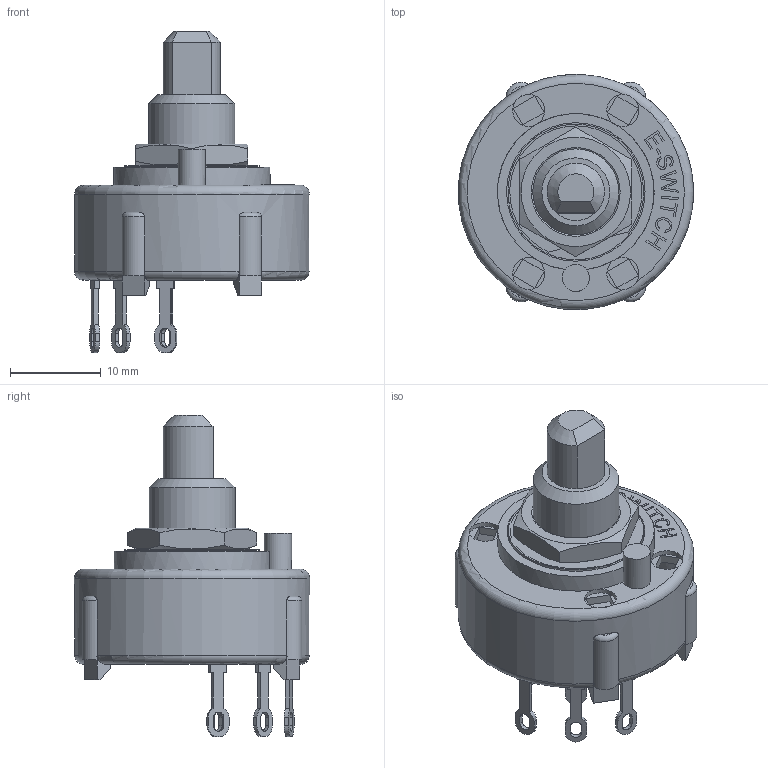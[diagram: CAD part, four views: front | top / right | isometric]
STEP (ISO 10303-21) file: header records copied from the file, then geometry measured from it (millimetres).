
FILE_DESCRIPTION((' '),'2;1');
FILE_NAME('KC13A7.001xLx.stp.stp','2017-08-03T11:10:19',(' '),(' '),' ','ACIS',' ');
FILE_SCHEMA(('CONFIG_CONTROL_DESIGN'));
Length unit declared in the file: inch
Products named in the file (1): KC13A7.001xLx.stp.stp
Bounding box: 25.96 x 25.98 x 35.5 mm (x, y, z)
Volume: 3191.3 mm3; surface area: 4653.1 mm2
Topology: 2 solids, 3 shells, 673 faces, 1827 edges, 1178 vertices
Faces by surface type: plane 442, bspline 164, cylinder 48, torus 13, cone 6
Full cylindrical faces by diameter (mm): 3 x1, 3.55 x4, 9.5 x2, 10.25 x1, 10.312 x1, 15 x1, 15.3 x1, 24 x1, 26 x1
Entity records: 22113 total; most frequent: CARTESIAN_POINT 6158, ORIENTED_EDGE 3598, DIRECTION 2606, EDGE_CURVE 1799, VECTOR 1280, LINE 1280, VERTEX_POINT 1169, EDGE_LOOP 796
